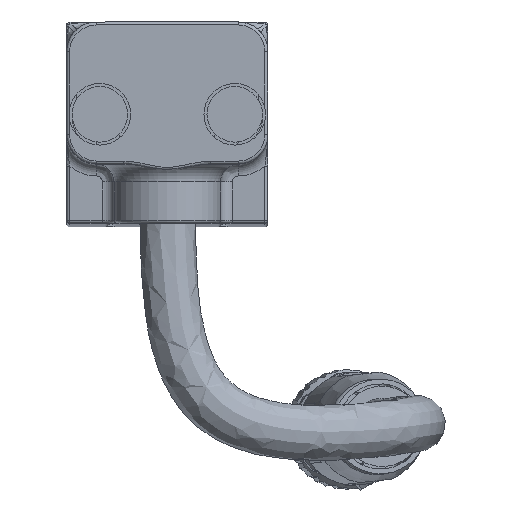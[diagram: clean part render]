
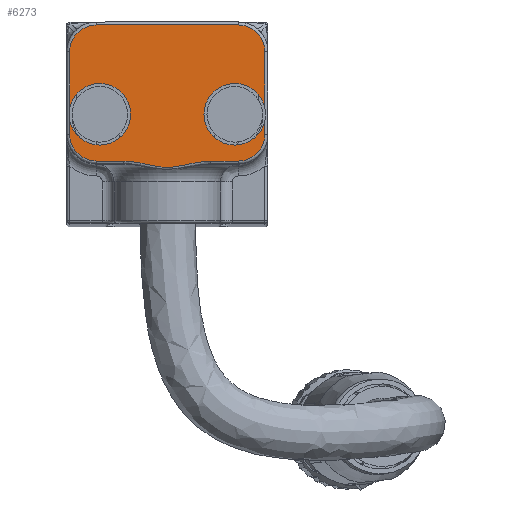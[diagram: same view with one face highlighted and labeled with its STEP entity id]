
A CAD part, top view. The second image highlights one B-rep face of the part: STEP entity #6273.
In plain terms, the highlighted planar face has unit normal (0, 0, 1).
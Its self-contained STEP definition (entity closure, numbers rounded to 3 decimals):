
#116=B_SPLINE_CURVE_WITH_KNOTS('',3,(#9809,#9810,#9811,#9812,#9813,#9814,
#9815,#9816,#9817),.UNSPECIFIED.,.F.,.F.,(4,1,1,1,1,1,4),(-0.742,
-0.583,-0.53,-0.424,-0.318,
-0.212,0.),.UNSPECIFIED.);
#437=LINE('',#9760,#880);
#438=LINE('',#9831,#881);
#440=LINE('',#9853,#883);
#442=LINE('',#9858,#885);
#443=LINE('',#9869,#886);
#445=LINE('',#9891,#888);
#447=LINE('',#9896,#890);
#880=VECTOR('',#7952,10.);
#881=VECTOR('',#7959,10.);
#883=VECTOR('',#7971,10.);
#885=VECTOR('',#7975,10.);
#886=VECTOR('',#7988,10.);
#888=VECTOR('',#8000,10.);
#890=VECTOR('',#8004,10.);
#1386=FACE_OUTER_BOUND('',#1739,.T.);
#1739=EDGE_LOOP('',(#4507,#4508,#4509,#4510,#4511,#4512,#4513,#4514,#4515,
#4516,#4517,#4518,#4519,#4520,#4521,#4522));
#2103=CIRCLE('',#6829,2.25);
#2107=CIRCLE('',#6835,2.25);
#2111=CIRCLE('',#6841,2.25);
#2115=CIRCLE('',#6847,2.25);
#2122=CIRCLE('',#6860,2.6);
#2123=CIRCLE('',#6861,2.6);
#2124=CIRCLE('',#6862,2.6);
#2125=CIRCLE('',#6863,2.6);
#2533=VERTEX_POINT('',#9753);
#2536=VERTEX_POINT('',#9758);
#2538=VERTEX_POINT('',#9807);
#2540=VERTEX_POINT('',#9829);
#2542=VERTEX_POINT('',#9835);
#2543=VERTEX_POINT('',#9840);
#2544=VERTEX_POINT('',#9841);
#2546=VERTEX_POINT('',#9856);
#2548=VERTEX_POINT('',#9861);
#2550=VERTEX_POINT('',#9867);
#2552=VERTEX_POINT('',#9873);
#2553=VERTEX_POINT('',#9878);
#2554=VERTEX_POINT('',#9879);
#2556=VERTEX_POINT('',#9894);
#2567=VERTEX_POINT('',#9951);
#2568=VERTEX_POINT('',#9954);
#3233=EDGE_CURVE('',#2536,#2533,#437,.T.);
#3235=EDGE_CURVE('',#2538,#2536,#116,.T.);
#3238=EDGE_CURVE('',#2540,#2538,#438,.T.);
#3241=EDGE_CURVE('',#2542,#2540,#2103,.T.);
#3244=EDGE_CURVE('',#2544,#2542,#440,.T.);
#3247=EDGE_CURVE('',#2546,#2543,#442,.T.);
#3249=EDGE_CURVE('',#2548,#2546,#2107,.T.);
#3252=EDGE_CURVE('',#2550,#2548,#443,.T.);
#3255=EDGE_CURVE('',#2552,#2550,#2111,.T.);
#3258=EDGE_CURVE('',#2554,#2552,#445,.T.);
#3261=EDGE_CURVE('',#2556,#2553,#447,.T.);
#3263=EDGE_CURVE('',#2533,#2556,#2115,.T.);
#3280=EDGE_CURVE('',#2567,#2554,#2122,.T.);
#3281=EDGE_CURVE('',#2553,#2567,#2123,.T.);
#3282=EDGE_CURVE('',#2568,#2544,#2124,.T.);
#3283=EDGE_CURVE('',#2543,#2568,#2125,.T.);
#4507=ORIENTED_EDGE('',*,*,#3247,.F.);
#4508=ORIENTED_EDGE('',*,*,#3249,.F.);
#4509=ORIENTED_EDGE('',*,*,#3252,.F.);
#4510=ORIENTED_EDGE('',*,*,#3255,.F.);
#4511=ORIENTED_EDGE('',*,*,#3258,.F.);
#4512=ORIENTED_EDGE('',*,*,#3280,.F.);
#4513=ORIENTED_EDGE('',*,*,#3281,.F.);
#4514=ORIENTED_EDGE('',*,*,#3261,.F.);
#4515=ORIENTED_EDGE('',*,*,#3263,.F.);
#4516=ORIENTED_EDGE('',*,*,#3233,.F.);
#4517=ORIENTED_EDGE('',*,*,#3235,.F.);
#4518=ORIENTED_EDGE('',*,*,#3238,.F.);
#4519=ORIENTED_EDGE('',*,*,#3241,.F.);
#4520=ORIENTED_EDGE('',*,*,#3244,.F.);
#4521=ORIENTED_EDGE('',*,*,#3282,.F.);
#4522=ORIENTED_EDGE('',*,*,#3283,.F.);
#5704=PLANE('',#6859);
#6273=ADVANCED_FACE('',(#1386),#5704,.T.);
#6829=AXIS2_PLACEMENT_3D('',#9837,#7965,#7966);
#6835=AXIS2_PLACEMENT_3D('',#9863,#7980,#7981);
#6841=AXIS2_PLACEMENT_3D('',#9875,#7994,#7995);
#6847=AXIS2_PLACEMENT_3D('',#9899,#8009,#8010);
#6859=AXIS2_PLACEMENT_3D('',#9950,#8040,#8041);
#6860=AXIS2_PLACEMENT_3D('',#9952,#8042,#8043);
#6861=AXIS2_PLACEMENT_3D('',#9953,#8044,#8045);
#6862=AXIS2_PLACEMENT_3D('',#9955,#8046,#8047);
#6863=AXIS2_PLACEMENT_3D('',#9956,#8048,#8049);
#7952=DIRECTION('',(-1.,0.,0.));
#7959=DIRECTION('',(-1.,0.,0.));
#7965=DIRECTION('center_axis',(0.,0.,
-1.));
#7966=DIRECTION('ref_axis',(0.707,-0.707,0.));
#7971=DIRECTION('',(0.,-1.,0.));
#7975=DIRECTION('',(0.,-1.,0.));
#7980=DIRECTION('center_axis',(0.,0.,
-1.));
#7981=DIRECTION('ref_axis',(0.707,0.707,0.));
#7988=DIRECTION('',(1.,0.,0.));
#7994=DIRECTION('center_axis',(0.,0.,
-1.));
#7995=DIRECTION('ref_axis',(-0.707,0.707,0.));
#8000=DIRECTION('',(0.,1.,0.));
#8004=DIRECTION('',(0.,1.,0.));
#8009=DIRECTION('center_axis',(0.,0.,
-1.));
#8010=DIRECTION('ref_axis',(-0.707,-0.707,0.));
#8040=DIRECTION('center_axis',(0.,0.,
1.));
#8041=DIRECTION('ref_axis',(0.,1.,0.));
#8042=DIRECTION('center_axis',(0.,0.,
1.));
#8043=DIRECTION('ref_axis',(0.,-1.,0.));
#8044=DIRECTION('center_axis',(0.,0.,
1.));
#8045=DIRECTION('ref_axis',(0.,-1.,0.));
#8046=DIRECTION('center_axis',(0.,0.,
1.));
#8047=DIRECTION('ref_axis',(0.,-1.,0.));
#8048=DIRECTION('center_axis',(0.,0.,
1.));
#8049=DIRECTION('ref_axis',(0.,-1.,0.));
#9753=CARTESIAN_POINT('',(2.5,5.25,0.));
#9758=CARTESIAN_POINT('',(4.834,5.25,0.));
#9760=CARTESIAN_POINT('',(10.75,5.25,0.));
#9807=CARTESIAN_POINT('',(12.166,5.25,0.));
#9809=CARTESIAN_POINT('Ctrl Pts',(12.166,5.25,0.));
#9810=CARTESIAN_POINT('Ctrl Pts',(11.636,5.25,0.));
#9811=CARTESIAN_POINT('Ctrl Pts',(10.935,5.13,0.));
#9812=CARTESIAN_POINT('Ctrl Pts',(9.901,4.9,0.));
#9813=CARTESIAN_POINT('Ctrl Pts',(9.034,4.717,0.));
#9814=CARTESIAN_POINT('Ctrl Pts',(7.965,4.716,0.));
#9815=CARTESIAN_POINT('Ctrl Pts',(6.581,5.009,0.));
#9816=CARTESIAN_POINT('Ctrl Pts',(5.541,5.25,0.));
#9817=CARTESIAN_POINT('Ctrl Pts',(4.834,5.25,0.));
#9829=CARTESIAN_POINT('',(14.5,5.25,0.));
#9831=CARTESIAN_POINT('',(10.75,5.25,0.));
#9835=CARTESIAN_POINT('',(16.75,7.5,0.));
#9837=CARTESIAN_POINT('Origin',(14.5,7.5,0.));
#9840=CARTESIAN_POINT('',(16.75,9.707,0.));
#9841=CARTESIAN_POINT('',(16.75,8.693,0.));
#9853=CARTESIAN_POINT('',(16.75,4.25,0.));
#9856=CARTESIAN_POINT('',(16.75,14.5,0.));
#9858=CARTESIAN_POINT('',(16.75,4.25,0.));
#9861=CARTESIAN_POINT('',(14.5,16.75,0.));
#9863=CARTESIAN_POINT('Origin',(14.5,14.5,0.));
#9867=CARTESIAN_POINT('',(2.5,16.75,0.));
#9869=CARTESIAN_POINT('',(12.75,16.75,0.));
#9873=CARTESIAN_POINT('',(0.25,14.5,0.));
#9875=CARTESIAN_POINT('Origin',(2.5,14.5,0.));
#9878=CARTESIAN_POINT('',(0.25,8.693,0.));
#9879=CARTESIAN_POINT('',(0.25,9.707,0.));
#9891=CARTESIAN_POINT('',(0.25,12.75,0.));
#9894=CARTESIAN_POINT('',(0.25,7.5,0.));
#9896=CARTESIAN_POINT('',(0.25,12.75,0.));
#9899=CARTESIAN_POINT('Origin',(2.5,7.5,0.));
#9950=CARTESIAN_POINT('Origin',(8.5,8.5,0.));
#9951=CARTESIAN_POINT('',(2.8,11.8,0.));
#9952=CARTESIAN_POINT('Origin',(2.8,9.2,0.));
#9953=CARTESIAN_POINT('Origin',(2.8,9.2,0.));
#9954=CARTESIAN_POINT('',(14.2,11.8,0.));
#9955=CARTESIAN_POINT('Origin',(14.2,9.2,0.));
#9956=CARTESIAN_POINT('Origin',(14.2,9.2,0.));
